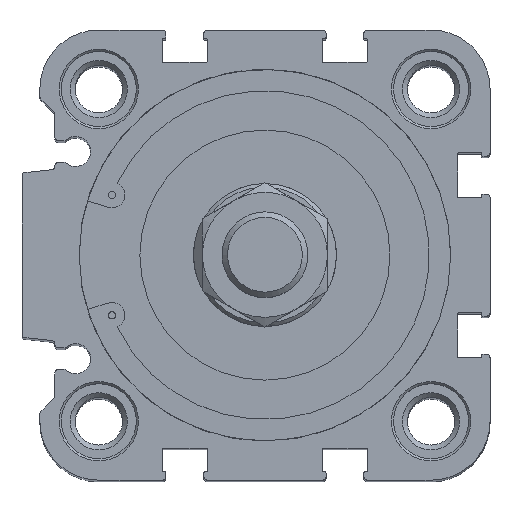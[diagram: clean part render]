
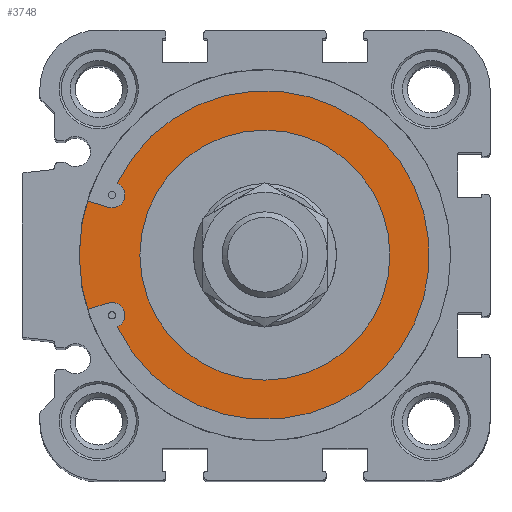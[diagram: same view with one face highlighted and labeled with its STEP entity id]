
A CAD part, top view. The second image highlights one B-rep face of the part: STEP entity #3748.
In plain terms, the highlighted planar face has unit normal (0, 0, 1).
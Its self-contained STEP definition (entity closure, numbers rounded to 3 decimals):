
#86=PLANE('',#4070);
#192=FACE_BOUND('',#1090,.T.);
#331=LINE('',#5994,#623);
#332=LINE('',#5999,#624);
#623=VECTOR('',#4709,2.94);
#624=VECTOR('',#4714,2.87);
#848=FACE_OUTER_BOUND('',#1089,.T.);
#1089=EDGE_LOOP('',(#2710,#2711,#2712,#2713,#2714,#2715,#2716,#2717,#2718,
#2719));
#1090=EDGE_LOOP('',(#2720));
#1378=CIRCLE('',#3978,26.);
#1462=CIRCLE('',#4071,0.2);
#1463=CIRCLE('',#4072,0.2);
#1464=CIRCLE('',#4073,1.8);
#1465=CIRCLE('',#4074,0.1);
#1466=CIRCLE('',#4075,23.);
#1467=CIRCLE('',#4076,0.1);
#1468=CIRCLE('',#4077,1.801);
#1469=CIRCLE('',#4078,17.5);
#1607=VERTEX_POINT('',#5666);
#1609=VERTEX_POINT('',#5670);
#1763=VERTEX_POINT('',#5992);
#1764=VERTEX_POINT('',#5993);
#1765=VERTEX_POINT('',#5996);
#1766=VERTEX_POINT('',#5998);
#1767=VERTEX_POINT('',#6000);
#1768=VERTEX_POINT('',#6002);
#1769=VERTEX_POINT('',#6004);
#1770=VERTEX_POINT('',#6006);
#1771=VERTEX_POINT('',#6009);
#1994=EDGE_CURVE('',#1607,#1609,#1378,.T.);
#2152=EDGE_CURVE('',#1763,#1764,#331,.T.);
#2153=EDGE_CURVE('',#1607,#1763,#1462,.T.);
#2154=EDGE_CURVE('',#1765,#1609,#1463,.T.);
#2155=EDGE_CURVE('',#1766,#1765,#332,.T.);
#2156=EDGE_CURVE('',#1767,#1766,#1464,.T.);
#2157=EDGE_CURVE('',#1767,#1768,#1465,.T.);
#2158=EDGE_CURVE('',#1768,#1769,#1466,.T.);
#2159=EDGE_CURVE('',#1769,#1770,#1467,.T.);
#2160=EDGE_CURVE('',#1764,#1770,#1468,.T.);
#2161=EDGE_CURVE('',#1771,#1771,#1469,.T.);
#2710=ORIENTED_EDGE('',*,*,#2152,.F.);
#2711=ORIENTED_EDGE('',*,*,#2153,.F.);
#2712=ORIENTED_EDGE('',*,*,#1994,.T.);
#2713=ORIENTED_EDGE('',*,*,#2154,.F.);
#2714=ORIENTED_EDGE('',*,*,#2155,.F.);
#2715=ORIENTED_EDGE('',*,*,#2156,.F.);
#2716=ORIENTED_EDGE('',*,*,#2157,.T.);
#2717=ORIENTED_EDGE('',*,*,#2158,.T.);
#2718=ORIENTED_EDGE('',*,*,#2159,.T.);
#2719=ORIENTED_EDGE('',*,*,#2160,.F.);
#2720=ORIENTED_EDGE('',*,*,#2161,.F.);
#3748=ADVANCED_FACE('',(#848,#192),#86,.T.);
#3978=AXIS2_PLACEMENT_3D('',#5672,#4449,#4450);
#4070=AXIS2_PLACEMENT_3D('',#5991,#4707,#4708);
#4071=AXIS2_PLACEMENT_3D('',#5995,#4710,#4711);
#4072=AXIS2_PLACEMENT_3D('',#5997,#4712,#4713);
#4073=AXIS2_PLACEMENT_3D('',#6001,#4715,#4716);
#4074=AXIS2_PLACEMENT_3D('',#6003,#4717,#4718);
#4075=AXIS2_PLACEMENT_3D('',#6005,#4719,#4720);
#4076=AXIS2_PLACEMENT_3D('',#6007,#4721,#4722);
#4077=AXIS2_PLACEMENT_3D('',#6008,#4723,#4724);
#4078=AXIS2_PLACEMENT_3D('',#6010,#4725,#4726);
#4449=DIRECTION('center_axis',(0.,0.,1.));
#4450=DIRECTION('ref_axis',(1.,0.,0.));
#4707=DIRECTION('center_axis',(0.,0.,1.));
#4708=DIRECTION('ref_axis',(1.,0.,0.));
#4709=DIRECTION('',(0.956,-0.292,0.));
#4710=DIRECTION('center_axis',(0.,0.,1.));
#4711=DIRECTION('ref_axis',(1.,0.,0.));
#4712=DIRECTION('center_axis',(0.,0.,1.));
#4713=DIRECTION('ref_axis',(1.,0.,0.));
#4714=DIRECTION('',(-0.956,-0.292,0.));
#4715=DIRECTION('center_axis',(0.,0.,1.));
#4716=DIRECTION('ref_axis',(1.,0.,0.));
#4717=DIRECTION('center_axis',(0.,0.,1.));
#4718=DIRECTION('ref_axis',(1.,0.,0.));
#4719=DIRECTION('center_axis',(0.,0.,1.));
#4720=DIRECTION('ref_axis',(1.,0.,0.));
#4721=DIRECTION('center_axis',(0.,0.,1.));
#4722=DIRECTION('ref_axis',(1.,0.,0.));
#4723=DIRECTION('center_axis',(0.,0.,1.));
#4724=DIRECTION('ref_axis',(1.,0.,0.));
#4725=DIRECTION('center_axis',(0.,0.,1.));
#4726=DIRECTION('ref_axis',(1.,0.,0.));
#5666=CARTESIAN_POINT('',(-24.804,7.794,-1.5));
#5670=CARTESIAN_POINT('',(-24.804,-7.794,-1.5));
#5672=CARTESIAN_POINT('Origin',(0.,0.,-1.5));
#5991=CARTESIAN_POINT('Origin',(0.,0.,-1.5));
#5992=CARTESIAN_POINT('',(-24.672,7.543,-1.5));
#5993=CARTESIAN_POINT('',(-21.86,6.683,-1.5));
#5994=CARTESIAN_POINT('',(-24.672,7.543,-1.5));
#5995=CARTESIAN_POINT('Origin',(-24.613,7.734,-1.5));
#5996=CARTESIAN_POINT('',(-24.672,-7.543,-1.5));
#5997=CARTESIAN_POINT('Origin',(-24.613,-7.734,-1.5));
#5998=CARTESIAN_POINT('',(-21.928,-6.704,-1.5));
#5999=CARTESIAN_POINT('',(-21.928,-6.704,-1.5));
#6000=CARTESIAN_POINT('',(-20.588,-10.031,-1.5));
#6001=CARTESIAN_POINT('Origin',(-21.401,-8.425,-1.5));
#6002=CARTESIAN_POINT('',(-20.632,-10.164,-1.5));
#6003=CARTESIAN_POINT('Origin',(-20.542,-10.12,-1.5));
#6004=CARTESIAN_POINT('',(-20.632,10.166,-1.5));
#6005=CARTESIAN_POINT('Origin',(0.,0.,
-1.5));
#6006=CARTESIAN_POINT('',(-20.587,10.032,-1.5));
#6007=CARTESIAN_POINT('Origin',(-20.542,10.121,-1.5));
#6008=CARTESIAN_POINT('Origin',(-21.401,8.425,-1.5));
#6009=CARTESIAN_POINT('',(17.5,0.,-1.5));
#6010=CARTESIAN_POINT('Origin',(0.,0.,-1.5));
